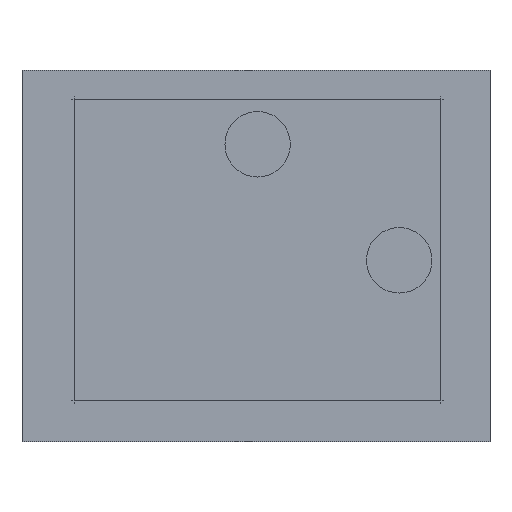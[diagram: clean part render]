
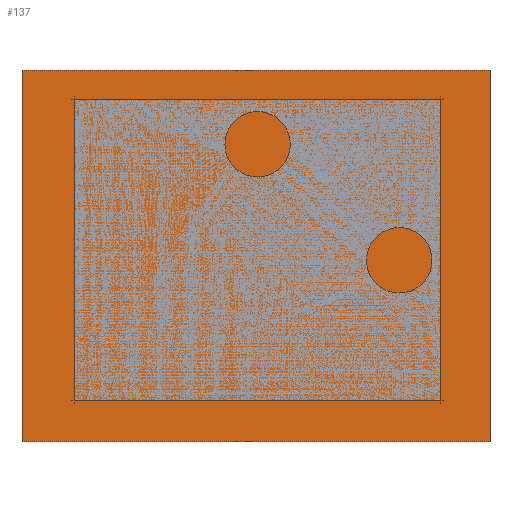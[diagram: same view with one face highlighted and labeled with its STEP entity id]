
A CAD part, top view. The second image highlights one B-rep face of the part: STEP entity #137.
In plain terms, the highlighted planar face has unit normal (0, 0, 1).
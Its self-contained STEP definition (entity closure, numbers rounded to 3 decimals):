
#137=ADVANCED_FACE('',(#179),#149,.T.);
#149=PLANE('',#582);
#179=FACE_OUTER_BOUND('',#219,.T.);
#219=EDGE_LOOP('',(#344,#345,#346,#347));
#344=ORIENTED_EDGE('',*,*,#436,.F.);
#345=ORIENTED_EDGE('',*,*,#440,.F.);
#346=ORIENTED_EDGE('',*,*,#443,.F.);
#347=ORIENTED_EDGE('',*,*,#446,.F.);
#376=VERTEX_POINT('',#855);
#377=VERTEX_POINT('',#856);
#380=VERTEX_POINT('',#864);
#382=VERTEX_POINT('',#870);
#436=EDGE_CURVE('',#376,#377,#472,.T.);
#440=EDGE_CURVE('',#380,#376,#476,.T.);
#443=EDGE_CURVE('',#382,#380,#479,.T.);
#446=EDGE_CURVE('',#377,#382,#482,.T.);
#472=LINE('',#854,#508);
#476=LINE('',#863,#512);
#479=LINE('',#869,#515);
#482=LINE('',#875,#518);
#508=VECTOR('',#721,1.);
#512=VECTOR('',#727,1.);
#515=VECTOR('',#732,1.);
#518=VECTOR('',#737,1.);
#582=AXIS2_PLACEMENT_3D('',#879,#743,#744);
#721=DIRECTION('',(0.,1.,0.));
#727=DIRECTION('',(-1.,0.,0.));
#732=DIRECTION('',(0.,-1.,0.));
#737=DIRECTION('',(1.,0.,0.));
#743=DIRECTION('',(0.,0.,1.));
#744=DIRECTION('',(1.,0.,0.));
#854=CARTESIAN_POINT('',(-72.94,61.55,45.));
#855=CARTESIAN_POINT('',(-72.94,-51.95,45.));
#856=CARTESIAN_POINT('',(-72.94,61.55,45.));
#863=CARTESIAN_POINT('',(-72.94,-51.95,45.));
#864=CARTESIAN_POINT('',(70.06,-51.95,45.));
#869=CARTESIAN_POINT('',(70.06,-51.95,45.));
#870=CARTESIAN_POINT('',(70.06,61.55,45.));
#875=CARTESIAN_POINT('',(70.06,61.55,45.));
#879=CARTESIAN_POINT('',(0.,0.,45.));
